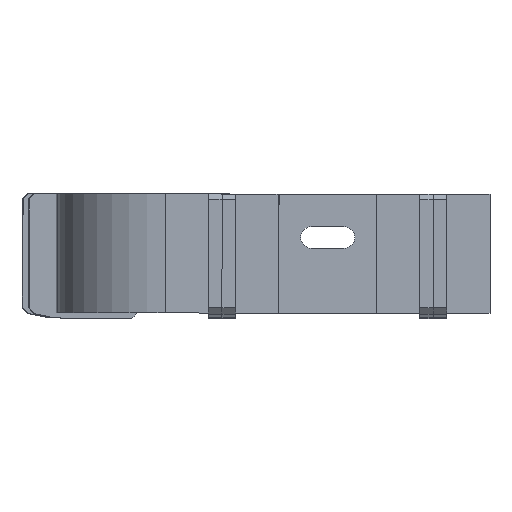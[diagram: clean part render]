
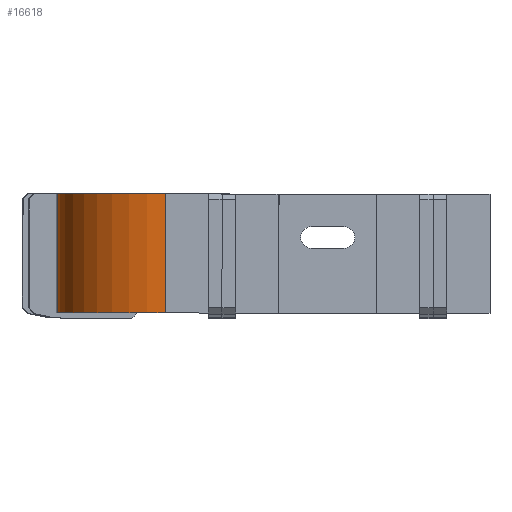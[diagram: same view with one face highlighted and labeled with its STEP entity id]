
A CAD part, front view. The second image highlights one B-rep face of the part: STEP entity #16618.
In plain terms, the highlighted cylindrical face has radius 20 mm (diameter 40 mm), a partial arc.
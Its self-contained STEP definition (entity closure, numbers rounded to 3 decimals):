
#16618 = ADVANCED_FACE('',(#16619),#16634,.T.);
#16619 = FACE_BOUND('',#16620,.F.);
#16620 = EDGE_LOOP('',(#16621,#16657,#16685,#16714));
#16621 = ORIENTED_EDGE('',*,*,#16622,.T.);
#16622 = EDGE_CURVE('',#16623,#16625,#16627,.T.);
#16623 = VERTEX_POINT('',#16624);
#16624 = CARTESIAN_POINT('',(0.,0.,0.));
#16625 = VERTEX_POINT('',#16626);
#16626 = CARTESIAN_POINT('',(-19.988,19.302,0.));
#16627 = SURFACE_CURVE('',#16628,(#16633,#16645),.PCURVE_S1.);
#16628 = CIRCLE('',#16629,20.);
#16629 = AXIS2_PLACEMENT_3D('',#16630,#16631,#16632);
#16630 = CARTESIAN_POINT('',(0.,20.,0.));
#16631 = DIRECTION('',(0.,0.,-1.));
#16632 = DIRECTION('',(0.,-1.,0.));
#16633 = PCURVE('',#16634,#16639);
#16634 = CYLINDRICAL_SURFACE('',#16635,20.);
#16635 = AXIS2_PLACEMENT_3D('',#16636,#16637,#16638);
#16636 = CARTESIAN_POINT('',(0.,20.,0.));
#16637 = DIRECTION('',(-0.,-0.,1.));
#16638 = DIRECTION('',(0.,-1.,0.));
#16639 = DEFINITIONAL_REPRESENTATION('',(#16640),#16644);
#16640 = LINE('',#16641,#16642);
#16641 = CARTESIAN_POINT('',(-0.,0.));
#16642 = VECTOR('',#16643,1.);
#16643 = DIRECTION('',(-1.,0.));
#16644 = ( GEOMETRIC_REPRESENTATION_CONTEXT(2) 
PARAMETRIC_REPRESENTATION_CONTEXT() REPRESENTATION_CONTEXT('2D SPACE',''
  ) );
#16645 = PCURVE('',#16646,#16651);
#16646 = PLANE('',#16647);
#16647 = AXIS2_PLACEMENT_3D('',#16648,#16649,#16650);
#16648 = CARTESIAN_POINT('',(0.,20.,0.));
#16649 = DIRECTION('',(0.,0.,-1.));
#16650 = DIRECTION('',(0.,-1.,0.));
#16651 = DEFINITIONAL_REPRESENTATION('',(#16652),#16656);
#16652 = CIRCLE('',#16653,20.);
#16653 = AXIS2_PLACEMENT_2D('',#16654,#16655);
#16654 = CARTESIAN_POINT('',(0.,0.));
#16655 = DIRECTION('',(1.,-0.));
#16656 = ( GEOMETRIC_REPRESENTATION_CONTEXT(2) 
PARAMETRIC_REPRESENTATION_CONTEXT() REPRESENTATION_CONTEXT('2D SPACE',''
  ) );
#16657 = ORIENTED_EDGE('',*,*,#16658,.T.);
#16658 = EDGE_CURVE('',#16625,#16659,#16661,.T.);
#16659 = VERTEX_POINT('',#16660);
#16660 = CARTESIAN_POINT('',(-19.988,19.302,22.));
#16661 = SURFACE_CURVE('',#16662,(#16666,#16673),.PCURVE_S1.);
#16662 = LINE('',#16663,#16664);
#16663 = CARTESIAN_POINT('',(-19.988,19.302,0.));
#16664 = VECTOR('',#16665,1.);
#16665 = DIRECTION('',(0.,0.,1.));
#16666 = PCURVE('',#16634,#16667);
#16667 = DEFINITIONAL_REPRESENTATION('',(#16668),#16672);
#16668 = LINE('',#16669,#16670);
#16669 = CARTESIAN_POINT('',(-1.536,0.));
#16670 = VECTOR('',#16671,1.);
#16671 = DIRECTION('',(-0.,1.));
#16672 = ( GEOMETRIC_REPRESENTATION_CONTEXT(2) 
PARAMETRIC_REPRESENTATION_CONTEXT() REPRESENTATION_CONTEXT('2D SPACE',''
  ) );
#16673 = PCURVE('',#16674,#16679);
#16674 = PLANE('',#16675);
#16675 = AXIS2_PLACEMENT_3D('',#16676,#16677,#16678);
#16676 = CARTESIAN_POINT('',(-15.828,19.447,
    7.662));
#16677 = DIRECTION('',(-0.035,0.999,0.));
#16678 = DIRECTION('',(0.,0.,1.));
#16679 = DEFINITIONAL_REPRESENTATION('',(#16680),#16684);
#16680 = LINE('',#16681,#16682);
#16681 = CARTESIAN_POINT('',(-7.662,-4.162));
#16682 = VECTOR('',#16683,1.);
#16683 = DIRECTION('',(1.,0.));
#16684 = ( GEOMETRIC_REPRESENTATION_CONTEXT(2) 
PARAMETRIC_REPRESENTATION_CONTEXT() REPRESENTATION_CONTEXT('2D SPACE',''
  ) );
#16685 = ORIENTED_EDGE('',*,*,#16686,.F.);
#16686 = EDGE_CURVE('',#16687,#16659,#16689,.T.);
#16687 = VERTEX_POINT('',#16688);
#16688 = CARTESIAN_POINT('',(0.,0.,22.));
#16689 = SURFACE_CURVE('',#16690,(#16695,#16702),.PCURVE_S1.);
#16690 = CIRCLE('',#16691,20.);
#16691 = AXIS2_PLACEMENT_3D('',#16692,#16693,#16694);
#16692 = CARTESIAN_POINT('',(0.,20.,22.));
#16693 = DIRECTION('',(0.,0.,-1.));
#16694 = DIRECTION('',(0.,-1.,0.));
#16695 = PCURVE('',#16634,#16696);
#16696 = DEFINITIONAL_REPRESENTATION('',(#16697),#16701);
#16697 = LINE('',#16698,#16699);
#16698 = CARTESIAN_POINT('',(-0.,22.));
#16699 = VECTOR('',#16700,1.);
#16700 = DIRECTION('',(-1.,0.));
#16701 = ( GEOMETRIC_REPRESENTATION_CONTEXT(2) 
PARAMETRIC_REPRESENTATION_CONTEXT() REPRESENTATION_CONTEXT('2D SPACE',''
  ) );
#16702 = PCURVE('',#16703,#16708);
#16703 = PLANE('',#16704);
#16704 = AXIS2_PLACEMENT_3D('',#16705,#16706,#16707);
#16705 = CARTESIAN_POINT('',(0.,20.,22.));
#16706 = DIRECTION('',(0.,0.,-1.));
#16707 = DIRECTION('',(0.,-1.,0.));
#16708 = DEFINITIONAL_REPRESENTATION('',(#16709),#16713);
#16709 = CIRCLE('',#16710,20.);
#16710 = AXIS2_PLACEMENT_2D('',#16711,#16712);
#16711 = CARTESIAN_POINT('',(0.,0.));
#16712 = DIRECTION('',(1.,0.));
#16713 = ( GEOMETRIC_REPRESENTATION_CONTEXT(2) 
PARAMETRIC_REPRESENTATION_CONTEXT() REPRESENTATION_CONTEXT('2D SPACE',''
  ) );
#16714 = ORIENTED_EDGE('',*,*,#16715,.F.);
#16715 = EDGE_CURVE('',#16623,#16687,#16716,.T.);
#16716 = SURFACE_CURVE('',#16717,(#16721,#16728),.PCURVE_S1.);
#16717 = LINE('',#16718,#16719);
#16718 = CARTESIAN_POINT('',(0.,0.,0.));
#16719 = VECTOR('',#16720,1.);
#16720 = DIRECTION('',(0.,0.,1.));
#16721 = PCURVE('',#16634,#16722);
#16722 = DEFINITIONAL_REPRESENTATION('',(#16723),#16727);
#16723 = LINE('',#16724,#16725);
#16724 = CARTESIAN_POINT('',(-0.,0.));
#16725 = VECTOR('',#16726,1.);
#16726 = DIRECTION('',(-0.,1.));
#16727 = ( GEOMETRIC_REPRESENTATION_CONTEXT(2) 
PARAMETRIC_REPRESENTATION_CONTEXT() REPRESENTATION_CONTEXT('2D SPACE',''
  ) );
#16728 = PCURVE('',#16729,#16734);
#16729 = PLANE('',#16730);
#16730 = AXIS2_PLACEMENT_3D('',#16731,#16732,#16733);
#16731 = CARTESIAN_POINT('',(0.,4.162,7.662));
#16732 = DIRECTION('',(-1.,0.,0.));
#16733 = DIRECTION('',(0.,0.,1.));
#16734 = DEFINITIONAL_REPRESENTATION('',(#16735),#16739);
#16735 = LINE('',#16736,#16737);
#16736 = CARTESIAN_POINT('',(-7.662,-4.162));
#16737 = VECTOR('',#16738,1.);
#16738 = DIRECTION('',(1.,0.));
#16739 = ( GEOMETRIC_REPRESENTATION_CONTEXT(2) 
PARAMETRIC_REPRESENTATION_CONTEXT() REPRESENTATION_CONTEXT('2D SPACE',''
  ) );
